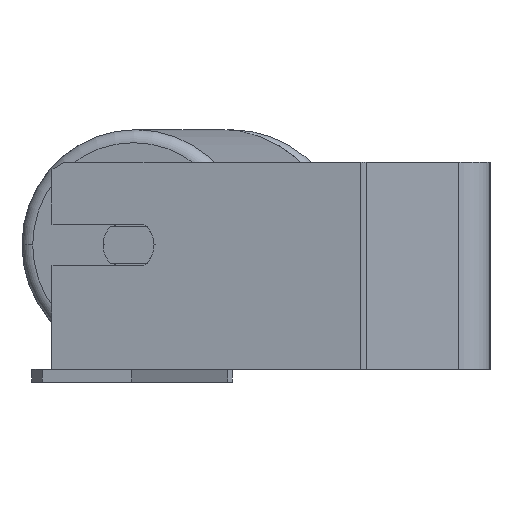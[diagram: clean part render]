
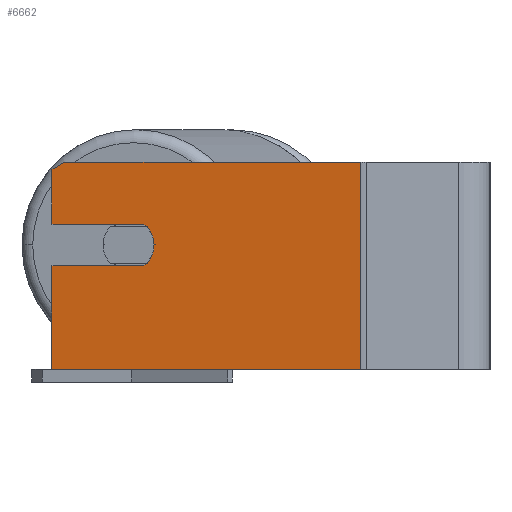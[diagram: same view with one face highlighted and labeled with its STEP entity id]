
A CAD part, left-side view. The second image highlights one B-rep face of the part: STEP entity #6662.
In plain terms, the highlighted planar face has unit normal (-0.985, 0.174, 0).
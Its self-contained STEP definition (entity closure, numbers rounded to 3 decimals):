
#4 = EDGE_CURVE ( 'NONE', #8834, #4770, #3589, .T. ) ;
#9 = VECTOR ( 'NONE', #3543, 1000. ) ;
#13 = CIRCLE ( 'NONE', #757, 10. ) ;
#63 = CARTESIAN_POINT ( 'NONE',  ( -344.019, 139.513, 8. ) ) ;
#196 = VECTOR ( 'NONE', #8218, 1000. ) ;
#301 = ORIENTED_EDGE ( 'NONE', *, *, #7880, .T. ) ;
#309 = VECTOR ( 'NONE', #6395, 1000. ) ;
#310 = CARTESIAN_POINT ( 'NONE',  ( -338.809, 169.057, 37.113 ) ) ;
#409 = VERTEX_POINT ( 'NONE', #5564 ) ;
#607 = CARTESIAN_POINT ( 'NONE',  ( -345.061, 133.604, 16. ) ) ;
#683 = CARTESIAN_POINT ( 'NONE',  ( -359.818, 49.912, 40. ) ) ;
#714 = ORIENTED_EDGE ( 'NONE', *, *, #7550, .T. ) ;
#757 = AXIS2_PLACEMENT_3D ( 'NONE', #7274, #1008, #8006 ) ;
#803 = DIRECTION ( 'NONE',  ( -0.174, -0.985, 0. ) ) ;
#852 = DIRECTION ( 'NONE',  ( 0., 0., -1. ) ) ;
#952 = LINE ( 'NONE', #310, #8094 ) ;
#961 = VERTEX_POINT ( 'NONE', #4435 ) ;
#1008 = DIRECTION ( 'NONE',  ( -0.985, 0.174, 0. ) ) ;
#1029 = CARTESIAN_POINT ( 'NONE',  ( -338.809, 169.057, 0. ) ) ;
#1142 = CARTESIAN_POINT ( 'NONE',  ( -345.061, 133.604, 16. ) ) ;
#1350 = AXIS2_PLACEMENT_3D ( 'NONE', #2816, #4338, #2776 ) ;
#1356 = CARTESIAN_POINT ( 'NONE',  ( -338.809, 169.057, -40. ) ) ;
#1492 = CARTESIAN_POINT ( 'NONE',  ( -338.809, 169.057, 40. ) ) ;
#1547 = LINE ( 'NONE', #4339, #4437 ) ;
#1706 = ORIENTED_EDGE ( 'NONE', *, *, #8219, .T. ) ;
#2503 = CARTESIAN_POINT ( 'NONE',  ( -338.809, 169.057, -40. ) ) ;
#2669 = CARTESIAN_POINT ( 'NONE',  ( -345.061, 133.604, 0. ) ) ;
#2694 = ORIENTED_EDGE ( 'NONE', *, *, #6037, .T. ) ;
#2762 = LINE ( 'NONE', #2669, #4538 ) ;
#2776 = DIRECTION ( 'NONE',  ( 0.174, 0.985, 0. ) ) ;
#2816 = CARTESIAN_POINT ( 'NONE',  ( -338.809, 169.057, 40. ) ) ;
#2953 = CARTESIAN_POINT ( 'NONE',  ( -359.818, 49.912, 40. ) ) ;
#3096 = VERTEX_POINT ( 'NONE', #1356 ) ;
#3543 = DIRECTION ( 'NONE',  ( -0.174, -0.985, 0. ) ) ;
#3589 = LINE ( 'NONE', #1492, #9 ) ;
#3592 = ORIENTED_EDGE ( 'NONE', *, *, #6104, .F. ) ;
#3598 = LINE ( 'NONE', #683, #309 ) ;
#3607 = CARTESIAN_POINT ( 'NONE',  ( -359.818, 49.912, -40. ) ) ;
#3643 = FACE_OUTER_BOUND ( 'NONE', #7694, .T. ) ;
#3672 = VECTOR ( 'NONE', #7602, 1000. ) ;
#3789 = CARTESIAN_POINT ( 'NONE',  ( -339.678, 164.133, 40. ) ) ;
#3799 = DIRECTION ( 'NONE',  ( -0.174, -0.985, 0. ) ) ;
#4201 = CARTESIAN_POINT ( 'NONE',  ( -338.809, 169.057, 16. ) ) ;
#4338 = DIRECTION ( 'NONE',  ( 0.985, -0.174, 0. ) ) ;
#4339 = CARTESIAN_POINT ( 'NONE',  ( -338.809, 169.057, 40. ) ) ;
#4434 = DIRECTION ( 'NONE',  ( 0.15, 0.853, -0.5 ) ) ;
#4435 = CARTESIAN_POINT ( 'NONE',  ( -338.809, 169.057, 37.113 ) ) ;
#4437 = VECTOR ( 'NONE', #852, 1000. ) ;
#4538 = VECTOR ( 'NONE', #5486, 1000. ) ;
#4593 = AXIS2_PLACEMENT_3D ( 'NONE', #63, #5707, #803 ) ;
#4706 = LINE ( 'NONE', #8892, #196 ) ;
#4770 = VERTEX_POINT ( 'NONE', #2953 ) ;
#4914 = VERTEX_POINT ( 'NONE', #5769 ) ;
#5441 = EDGE_CURVE ( 'NONE', #8996, #4914, #2762, .T. ) ;
#5486 = DIRECTION ( 'NONE',  ( -0.174, -0.985, 0. ) ) ;
#5564 = CARTESIAN_POINT ( 'NONE',  ( -345.755, 129.664, 8. ) ) ;
#5626 = CIRCLE ( 'NONE', #4593, 10. ) ;
#5671 = PLANE ( 'NONE',  #1350 ) ;
#5707 = DIRECTION ( 'NONE',  ( -0.985, 0.174, 0. ) ) ;
#5769 = CARTESIAN_POINT ( 'NONE',  ( -345.061, 133.604, 0. ) ) ;
#5843 = ORIENTED_EDGE ( 'NONE', *, *, #4, .F. ) ;
#5952 = LINE ( 'NONE', #2503, #7026 ) ;
#6037 = EDGE_CURVE ( 'NONE', #3096, #7430, #5952, .T. ) ;
#6104 = EDGE_CURVE ( 'NONE', #409, #7633, #13, .T. ) ;
#6147 = EDGE_CURVE ( 'NONE', #7633, #8227, #7555, .T. ) ;
#6395 = DIRECTION ( 'NONE',  ( 0., 0., -1. ) ) ;
#6662 = ADVANCED_FACE ( 'NONE', ( #3643 ), #5671, .F. ) ;
#6770 = EDGE_CURVE ( 'NONE', #4770, #7430, #3598, .T. ) ;
#7026 = VECTOR ( 'NONE', #3799, 1000. ) ;
#7080 = ORIENTED_EDGE ( 'NONE', *, *, #5441, .F. ) ;
#7274 = CARTESIAN_POINT ( 'NONE',  ( -344.019, 139.513, 8. ) ) ;
#7430 = VERTEX_POINT ( 'NONE', #3607 ) ;
#7550 = EDGE_CURVE ( 'NONE', #8834, #961, #952, .T. ) ;
#7555 = LINE ( 'NONE', #607, #3672 ) ;
#7564 = ORIENTED_EDGE ( 'NONE', *, *, #6147, .F. ) ;
#7602 = DIRECTION ( 'NONE',  ( 0.174, 0.985, 0. ) ) ;
#7633 = VERTEX_POINT ( 'NONE', #1142 ) ;
#7694 = EDGE_LOOP ( 'NONE', ( #5843, #714, #1706, #7564, #3592, #8579, #7080, #301, #2694, #7887 ) ) ;
#7880 = EDGE_CURVE ( 'NONE', #8996, #3096, #1547, .T. ) ;
#7887 = ORIENTED_EDGE ( 'NONE', *, *, #6770, .F. ) ;
#8006 = DIRECTION ( 'NONE',  ( -0.174, -0.985, 0. ) ) ;
#8094 = VECTOR ( 'NONE', #4434, 1000. ) ;
#8218 = DIRECTION ( 'NONE',  ( 0., 0., -1. ) ) ;
#8219 = EDGE_CURVE ( 'NONE', #961, #8227, #4706, .T. ) ;
#8227 = VERTEX_POINT ( 'NONE', #4201 ) ;
#8277 = EDGE_CURVE ( 'NONE', #4914, #409, #5626, .T. ) ;
#8579 = ORIENTED_EDGE ( 'NONE', *, *, #8277, .F. ) ;
#8834 = VERTEX_POINT ( 'NONE', #3789 ) ;
#8892 = CARTESIAN_POINT ( 'NONE',  ( -338.809, 169.057, 40. ) ) ;
#8996 = VERTEX_POINT ( 'NONE', #1029 ) ;
